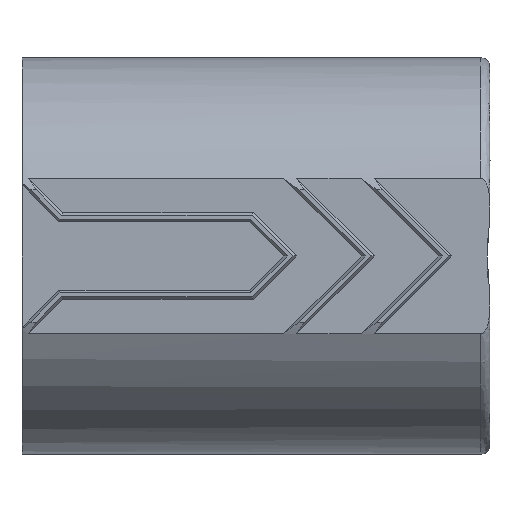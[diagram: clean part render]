
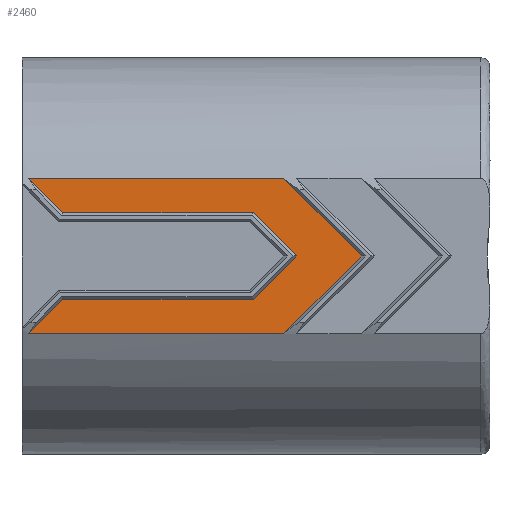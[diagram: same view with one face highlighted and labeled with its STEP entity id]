
A CAD part, left-side view. The second image highlights one B-rep face of the part: STEP entity #2460.
In plain terms, the highlighted planar face has unit normal (-1, 0, 0).
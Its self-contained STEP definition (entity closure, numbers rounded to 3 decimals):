
#102=PLANE('',#2624);
#182=FACE_OUTER_BOUND('',#321,.T.);
#321=EDGE_LOOP('',(#1716,#1717,#1718,#1719,#1720,#1721,#1722,#1723,#1724,
#1725));
#648=LINE('',#5223,#837);
#649=LINE('',#5225,#838);
#650=LINE('',#5227,#839);
#651=LINE('',#5229,#840);
#652=LINE('',#5231,#841);
#653=LINE('',#5233,#842);
#654=LINE('',#5235,#843);
#655=LINE('',#5237,#844);
#656=LINE('',#5239,#845);
#657=LINE('',#5240,#846);
#837=VECTOR('',#2841,10.);
#838=VECTOR('',#2842,10.);
#839=VECTOR('',#2843,10.);
#840=VECTOR('',#2844,10.);
#841=VECTOR('',#2845,10.);
#842=VECTOR('',#2846,10.);
#843=VECTOR('',#2847,10.);
#844=VECTOR('',#2848,10.);
#845=VECTOR('',#2849,10.);
#846=VECTOR('',#2850,10.);
#1054=VERTEX_POINT('',#5221);
#1055=VERTEX_POINT('',#5222);
#1056=VERTEX_POINT('',#5224);
#1057=VERTEX_POINT('',#5226);
#1058=VERTEX_POINT('',#5228);
#1059=VERTEX_POINT('',#5230);
#1060=VERTEX_POINT('',#5232);
#1061=VERTEX_POINT('',#5234);
#1062=VERTEX_POINT('',#5236);
#1063=VERTEX_POINT('',#5238);
#1317=EDGE_CURVE('',#1054,#1055,#648,.T.);
#1318=EDGE_CURVE('',#1056,#1055,#649,.T.);
#1319=EDGE_CURVE('',#1056,#1057,#650,.T.);
#1320=EDGE_CURVE('',#1057,#1058,#651,.T.);
#1321=EDGE_CURVE('',#1058,#1059,#652,.T.);
#1322=EDGE_CURVE('',#1059,#1060,#653,.T.);
#1323=EDGE_CURVE('',#1060,#1061,#654,.T.);
#1324=EDGE_CURVE('',#1061,#1062,#655,.T.);
#1325=EDGE_CURVE('',#1063,#1062,#656,.T.);
#1326=EDGE_CURVE('',#1063,#1054,#657,.T.);
#1716=ORIENTED_EDGE('',*,*,#1317,.T.);
#1717=ORIENTED_EDGE('',*,*,#1318,.F.);
#1718=ORIENTED_EDGE('',*,*,#1319,.T.);
#1719=ORIENTED_EDGE('',*,*,#1320,.T.);
#1720=ORIENTED_EDGE('',*,*,#1321,.T.);
#1721=ORIENTED_EDGE('',*,*,#1322,.T.);
#1722=ORIENTED_EDGE('',*,*,#1323,.T.);
#1723=ORIENTED_EDGE('',*,*,#1324,.T.);
#1724=ORIENTED_EDGE('',*,*,#1325,.F.);
#1725=ORIENTED_EDGE('',*,*,#1326,.T.);
#2460=ADVANCED_FACE('',(#182),#102,.F.);
#2624=AXIS2_PLACEMENT_3D('',#5220,#2839,#2840);
#2839=DIRECTION('center_axis',(1.,0.,0.));
#2840=DIRECTION('ref_axis',(0.,0.,1.));
#2841=DIRECTION('',(0.,0.707,0.707));
#2842=DIRECTION('',(0.,-1.,0.));
#2843=DIRECTION('',(0.,-0.707,-0.707));
#2844=DIRECTION('',(0.,-1.,0.));
#2845=DIRECTION('',(0.,-0.707,-0.707));
#2846=DIRECTION('',(0.,0.707,-0.707));
#2847=DIRECTION('',(0.,1.,0.));
#2848=DIRECTION('',(0.,0.707,-0.707));
#2849=DIRECTION('',(0.,1.,0.));
#2850=DIRECTION('',(0.,-0.707,0.707));
#5220=CARTESIAN_POINT('Origin',(-62.411,-115.655,-60.138));
#5221=CARTESIAN_POINT('',(-62.411,-141.319,-54.267));
#5222=CARTESIAN_POINT('',(-62.411,-135.447,-48.395));
#5223=CARTESIAN_POINT('',(-62.411,-136.248,-49.196));
#5224=CARTESIAN_POINT('',(-62.411,-116.145,-48.395));
#5225=CARTESIAN_POINT('',(-62.411,-120.239,-48.395));
#5226=CARTESIAN_POINT('',(-62.411,-118.734,-50.984));
#5227=CARTESIAN_POINT('',(-62.411,-120.304,-52.554));
#5228=CARTESIAN_POINT('',(-62.411,-133.144,-50.984));
#5229=CARTESIAN_POINT('',(-62.411,-124.328,-50.984));
#5230=CARTESIAN_POINT('',(-62.411,-136.427,-54.267));
#5231=CARTESIAN_POINT('',(-62.411,-132.579,-50.419));
#5232=CARTESIAN_POINT('',(-62.411,-133.144,-57.549));
#5233=CARTESIAN_POINT('',(-62.411,-128.175,-62.518));
#5234=CARTESIAN_POINT('',(-62.411,-118.734,-57.549));
#5235=CARTESIAN_POINT('',(-62.411,-117.123,-57.549));
#5236=CARTESIAN_POINT('',(-62.411,-116.145,-60.138));
#5237=CARTESIAN_POINT('',(-62.411,-115.9,-60.383));
#5238=CARTESIAN_POINT('',(-62.411,-135.447,-60.138));
#5239=CARTESIAN_POINT('',(-62.411,-120.239,-60.138));
#5240=CARTESIAN_POINT('',(-62.411,-130.621,-64.964));
